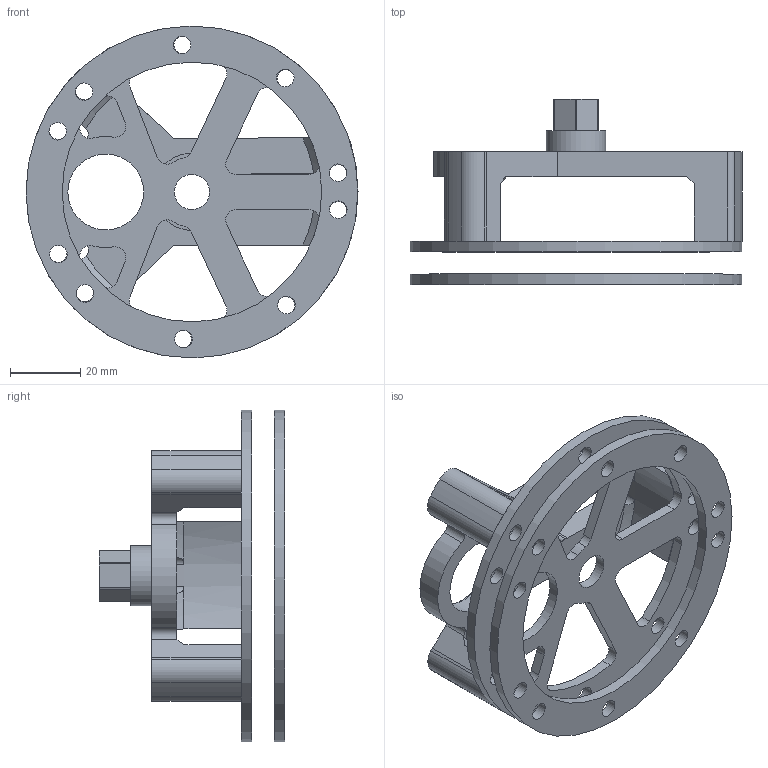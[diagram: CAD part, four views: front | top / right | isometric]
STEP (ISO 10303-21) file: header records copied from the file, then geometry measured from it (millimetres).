
FILE_DESCRIPTION(/* description */ ('STEP AP242','CAx-IF Rec.Pracs.---Representation and Presentation of Product Manufacturing Information (PMI)---4.0---2014-10-13','CAx-IF Rec.Pracs.---3D Tessellated Geometry---0.4---2014-09-14','2;1'),/* implementation_level */ '2;1');
FILE_NAME(/* name */ '667f5857aef2f634528ef63a',/* time_stamp */ '2024-06-29T00:41:59Z',/* author */ (''),/* organization */ (''),/* preprocessor_version */ 'ST-DEVELOPER v20',/* originating_system */ ' ',/* authorisation */ ' ');
FILE_SCHEMA (('AP242_MANAGED_MODEL_BASED_3D_ENGINEERING_MIM_LF { 1 0 10303 442 1 1 4 }'));
Length unit declared in the file: metre
Products named in the file (4): Lower ASM; M1574 - 2021 - SW2 - P003; M1574 - 2021 - SW2 - P001; M1574 - 2021 - SW2 - P039
Assembly tree (3 placements, depth 2):
  Lower ASM
    M1574 - 2021 - SW2 - P003
    M1574 - 2021 - SW2 - P001
    M1574 - 2021 - SW2 - P039
Bounding box: 94.52 x 52.84 x 94.5 mm (x, y, z)
Volume: 46161.9 mm3; surface area: 33131.6 mm2
Topology: 3 solids, 3 shells, 149 faces, 416 edges, 280 vertices
Faces by surface type: cylinder 101, plane 42, cone 5, torus 1
Full cylindrical faces by diameter (mm): 5 x24, 9 x4, 10 x1, 10.5 x1, 17 x1, 18 x1, 21.59 x1, 22.225 x1, 25 x1, 73.9 x1, 94.5 x2
Entity records: 4860 total; most frequent: DIRECTION 882, CARTESIAN_POINT 803, ORIENTED_EDGE 732, AXIS2_PLACEMENT_3D 367, EDGE_CURVE 366, VERTEX_POINT 270, EDGE_LOOP 268, FACE_BOUND 268
